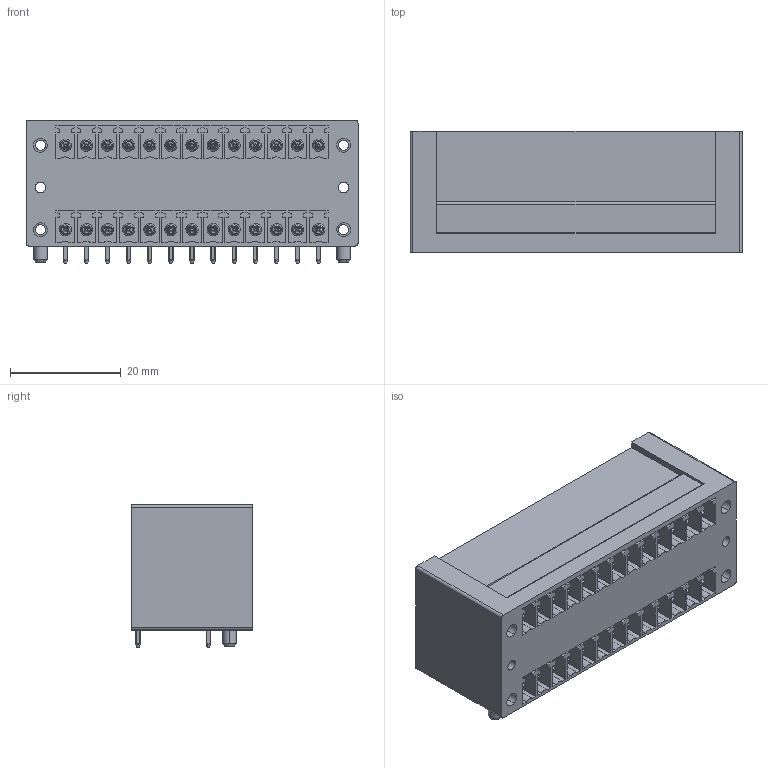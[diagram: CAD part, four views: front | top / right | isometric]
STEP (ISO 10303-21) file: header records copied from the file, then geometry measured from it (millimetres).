
FILE_DESCRIPTION(('CATIA V5 STEP Exchange','CAx-IF Rec.Pracs.--- Model Styling and Organization---1.2---2011-12-15'),'2;1');
FILE_NAME ('D1460843_0', '2018-10-05T05:59:12+00:00', ('none'), ('Weidmueller'), 'CATIA Version 5-6 Release 2014', 'CATIA V5 STEP AP214', 'none');
FILE_SCHEMA(('AUTOMOTIVE_DESIGN { 1 0 10303 214 1 1 1 1 }'));
Length unit declared in the file: millimetre
Products named in the file (1): 1974350000
Bounding box: 59.92 x 21.9 x 25.9 mm (x, y, z)
Volume: 25492.5 mm3; surface area: 14465.1 mm2
Topology: 29 solids, 29 shells, 1718 faces, 4682 edges, 3078 vertices
Faces by surface type: plane 1086, cylinder 420, cone 160, torus 52
Entity records: 52174 total; most frequent: CARTESIAN_POINT 14330, ORIENTED_EDGE 9364, DIRECTION 5262, EDGE_CURVE 4682, VECTOR 3210, LINE 3210, VERTEX_POINT 3078, EDGE_LOOP 1838
